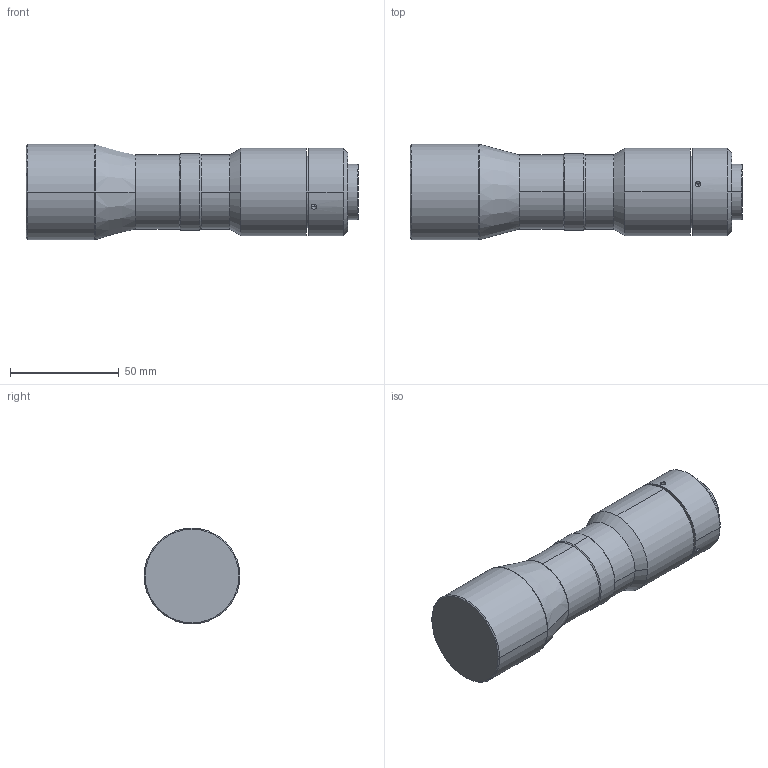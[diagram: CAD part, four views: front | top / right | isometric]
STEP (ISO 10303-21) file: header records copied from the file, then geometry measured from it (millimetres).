
FILE_DESCRIPTION (( 'STEP AP203' ), '1' );
FILE_NAME ('DTCM111-26-AL.STEP', '2019-11-14T07:06:29', ( 'Windows 蚚誧' ), ( '' ), 'SwSTEP 2.0', 'SolidWorks 2017', '' );
FILE_SCHEMA (( 'CONFIG_CONTROL_DESIGN' ));
Length unit declared in the file: millimetre
Products named in the file (1): DTCM111-26-AL
Bounding box: 152.5 x 44 x 44 mm (x, y, z)
Volume: 179160.5 mm3; surface area: 22088.5 mm2
Topology: 1 solids, 1 shells, 53 faces, 122 edges, 71 vertices
Faces by surface type: cone 22, cylinder 22, plane 5, bspline 4
Entity records: 1671 total; most frequent: CARTESIAN_POINT 415, DIRECTION 268, ORIENTED_EDGE 232, EDGE_CURVE 116, AXIS2_PLACEMENT_3D 112, VERTEX_POINT 71, CIRCLE 62, EDGE_LOOP 59
